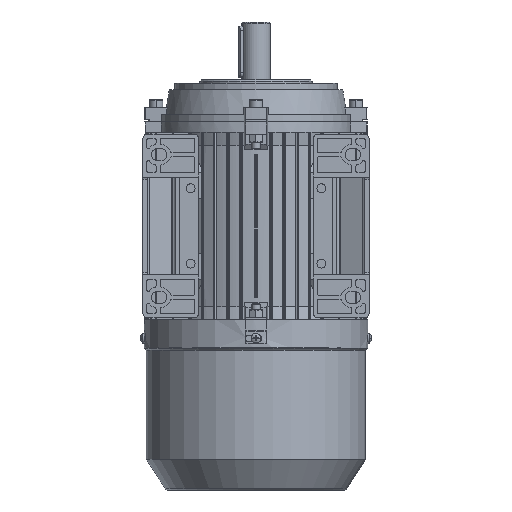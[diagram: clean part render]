
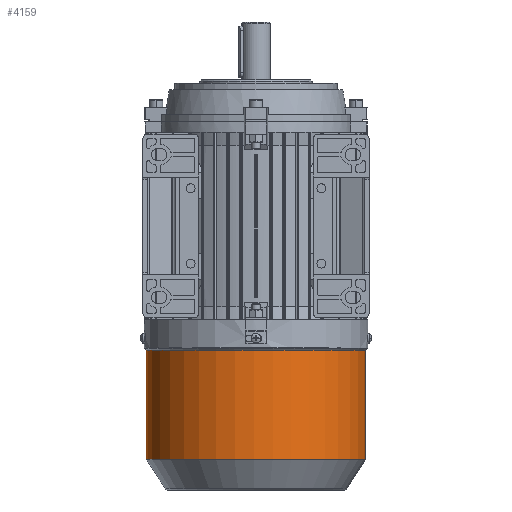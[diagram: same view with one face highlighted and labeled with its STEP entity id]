
A CAD part, front view. The second image highlights one B-rep face of the part: STEP entity #4159.
In plain terms, the highlighted cylindrical face has radius 107.5 mm (diameter 215 mm), a partial arc.
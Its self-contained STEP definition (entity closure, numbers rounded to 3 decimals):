
#4122 = VERTEX_POINT ( 'NONE', #65122 ) ;
#4127 = EDGE_CURVE ( 'NONE', #4122, #4129, #65092, .T. ) ;
#4129 = VERTEX_POINT ( 'NONE', #65080 ) ;
#4159 = ADVANCED_FACE ( 'NONE', ( #65329 ), #65493, .T. ) ;
#4160 = EDGE_LOOP ( 'NONE', ( #4163, #4171, #4175, #4178 ) ) ;
#4163 = ORIENTED_EDGE ( 'NONE', *, *, #4165, .T. ) ;
#4165 = EDGE_CURVE ( 'NONE', #4167, #4168, #65449, .T. ) ;
#4167 = VERTEX_POINT ( 'NONE', #65439 ) ;
#4168 = VERTEX_POINT ( 'NONE', #65437 ) ;
#4171 = ORIENTED_EDGE ( 'NONE', *, *, #4173, .T. ) ;
#4173 = EDGE_CURVE ( 'NONE', #4168, #4129, #65396, .T. ) ;
#4175 = ORIENTED_EDGE ( 'NONE', *, *, #4127, .F. ) ;
#4178 = ORIENTED_EDGE ( 'NONE', *, *, #4180, .F. ) ;
#4180 = EDGE_CURVE ( 'NONE', #4167, #4122, #65565, .T. ) ;
#65080 = CARTESIAN_POINT ( 'NONE',  ( -28., 0., 107.5 ) ) ;
#65084 = DIRECTION ( 'NONE',  ( 0., 0., -1. ) ) ;
#65086 = DIRECTION ( 'NONE',  ( 1., 0., 0. ) ) ;
#65088 = CARTESIAN_POINT ( 'NONE',  ( -28., 0., 0. ) ) ;
#65089 = AXIS2_PLACEMENT_3D ( 'NONE', #65088, #65086, #65084 ) ;
#65092 = CIRCLE ( 'NONE', #65089, 107.5 ) ;
#65122 = CARTESIAN_POINT ( 'NONE',  ( -28., 0., -107.5 ) ) ;
#65329 = FACE_OUTER_BOUND ( 'NONE', #4160, .T. ) ;
#65391 = DIRECTION ( 'NONE',  ( 1., 0., 0. ) ) ;
#65392 = VECTOR ( 'NONE', #65391, 1000. ) ;
#65394 = CARTESIAN_POINT ( 'NONE',  ( 2., 0., 107.5 ) ) ;
#65396 = LINE ( 'NONE', #65394, #65392 ) ;
#65437 = CARTESIAN_POINT ( 'NONE',  ( -135., 0., 107.5 ) ) ;
#65439 = CARTESIAN_POINT ( 'NONE',  ( -135., 0., -107.5 ) ) ;
#65441 = DIRECTION ( 'NONE',  ( 0., 0., -1. ) ) ;
#65443 = DIRECTION ( 'NONE',  ( 1., 0., 0. ) ) ;
#65445 = CARTESIAN_POINT ( 'NONE',  ( -135., 0., 0. ) ) ;
#65446 = AXIS2_PLACEMENT_3D ( 'NONE', #65445, #65443, #65441 ) ;
#65449 = CIRCLE ( 'NONE', #65446, 107.5 ) ;
#65477 = DIRECTION ( 'NONE',  ( 0., 0., -1. ) ) ;
#65479 = DIRECTION ( 'NONE',  ( 1., 0., 0. ) ) ;
#65480 = CARTESIAN_POINT ( 'NONE',  ( 2., 0., 0. ) ) ;
#65482 = AXIS2_PLACEMENT_3D ( 'NONE', #65480, #65479, #65477 ) ;
#65493 = CYLINDRICAL_SURFACE ( 'NONE', #65482, 107.5 ) ;
#65560 = DIRECTION ( 'NONE',  ( 1., 0., 0. ) ) ;
#65562 = VECTOR ( 'NONE', #65560, 1000. ) ;
#65564 = CARTESIAN_POINT ( 'NONE',  ( 2., 0., -107.5 ) ) ;
#65565 = LINE ( 'NONE', #65564, #65562 ) ;
